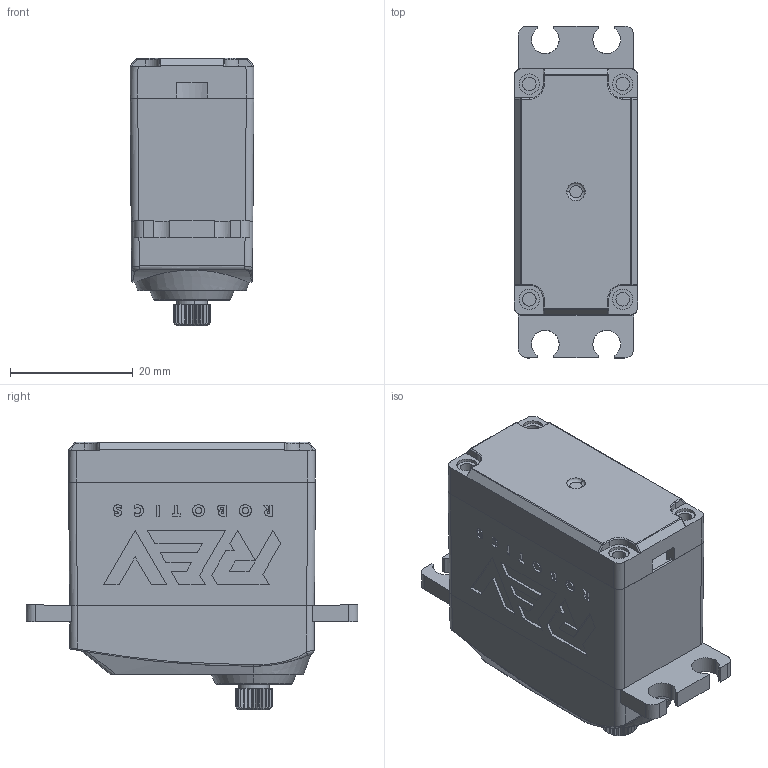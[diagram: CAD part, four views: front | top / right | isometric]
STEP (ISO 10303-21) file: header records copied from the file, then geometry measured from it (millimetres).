
FILE_DESCRIPTION (( 'STEP AP203' ), '1' );
FILE_NAME ('REV-41-1097.STEP', '2021-11-06T01:18:36', ( '' ), ( '' ), 'SwSTEP 2.0', 'SolidWorks 2022', '' );
FILE_SCHEMA (( 'CONFIG_CONTROL_DESIGN' ));
Length unit declared in the file: inch
Products named in the file (1): REV-41-1097
Bounding box: 20.15 x 54 x 43.55 mm (x, y, z)
Volume: 26520.1 mm3; surface area: 12579.1 mm2
Topology: 5 solids, 7 shells, 1078 faces, 2995 edges, 1979 vertices
Faces by surface type: plane 399, cylinder 398, bspline 211, torus 39, cone 17, sphere 14
Entity records: 45559 total; most frequent: CARTESIAN_POINT 19607, ORIENTED_EDGE 5990, DIRECTION 4556, EDGE_CURVE 2995, VERTEX_POINT 1979, AXIS2_PLACEMENT_3D 1551, VECTOR 1454, LINE 1454
